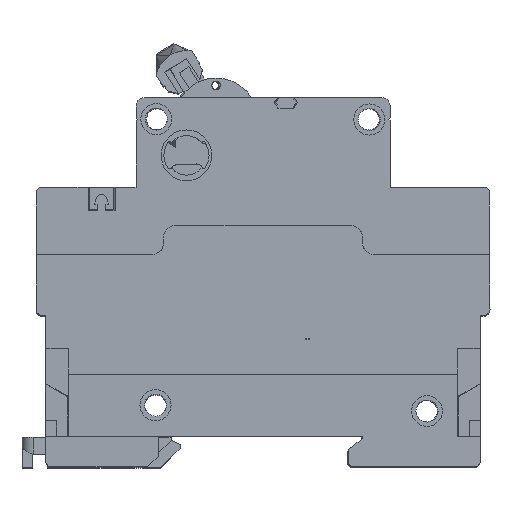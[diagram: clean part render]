
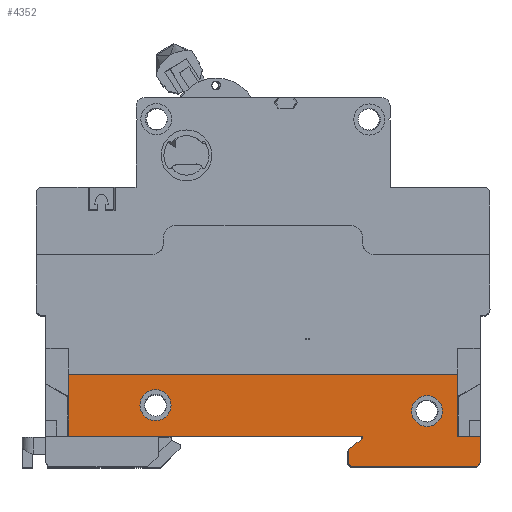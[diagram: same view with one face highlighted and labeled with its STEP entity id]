
A CAD part, top view. The second image highlights one B-rep face of the part: STEP entity #4352.
In plain terms, the highlighted planar face has unit normal (0, 0, 1).
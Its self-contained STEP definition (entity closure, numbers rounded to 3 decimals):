
#718 = EDGE_CURVE ( 'NONE', #46871, #46941, #8152, .T. ) ;
#723 = EDGE_CURVE ( 'NONE', #46944, #46872, #56546, .T. ) ;
#730 = EDGE_CURVE ( 'NONE', #22261, #46884, #8163, .T. ) ;
#796 = EDGE_CURVE ( 'NONE', #46876, #46986, #8223, .T. ) ;
#815 = EDGE_CURVE ( 'NONE', #53080, #53076, #49523, .T. ) ;
#816 = EDGE_CURVE ( 'NONE', #53077, #53072, #49526, .T. ) ;
#817 = EDGE_CURVE ( 'NONE', #22260, #46941, #8242, .T. ) ;
#818 = EDGE_CURVE ( 'NONE', #46944, #46999, #8243, .T. ) ;
#819 = EDGE_CURVE ( 'NONE', #46999, #47000, #49528, .T. ) ;
#820 = EDGE_CURVE ( 'NONE', #47000, #46986, #8244, .T. ) ;
#4352 = ADVANCED_FACE ( 'NONE', ( #18720, #18721, #18722 ), #68427, .F. ) ;
#8152 = LINE ( 'NONE', #20830, #56585 ) ;
#8163 = LINE ( 'NONE', #20857, #49440 ) ;
#8223 = LINE ( 'NONE', #21003, #49505 ) ;
#8242 = LINE ( 'NONE', #21047, #49529 ) ;
#8243 = LINE ( 'NONE', #21049, #49530 ) ;
#8244 = LINE ( 'NONE', #21054, #49532 ) ;
#15692 = LINE ( 'NONE', #78537, #79401 ) ;
#16886 = VECTOR ( 'NONE', #88028, 1000. ) ;
#18720 = FACE_BOUND ( 'NONE', #56772, .T. ) ;
#18721 = FACE_BOUND ( 'NONE', #56773, .T. ) ;
#18722 = FACE_OUTER_BOUND ( 'NONE', #56774, .T. ) ;
#20830 = CARTESIAN_POINT ( 'NONE',  ( 59.251, -37.348, 26.67 ) ) ;
#20831 = DIRECTION ( 'NONE',  ( 0.778, 0.629, 0. ) ) ;
#20841 = CARTESIAN_POINT ( 'NONE',  ( 81.975, -21.835, 26.67 ) ) ;
#20842 = DIRECTION ( 'NONE',  ( 0., 0., -1. ) ) ;
#20843 = DIRECTION ( 'NONE',  ( 0., 1., 0. ) ) ;
#20857 = CARTESIAN_POINT ( 'NONE',  ( 31.365, -13.375, 26.67 ) ) ;
#20858 = DIRECTION ( 'NONE',  ( 0., 1., 0. ) ) ;
#21003 = CARTESIAN_POINT ( 'NONE',  ( 39.865, -17.525, 26.67 ) ) ;
#21004 = DIRECTION ( 'NONE',  ( 1., 0., 0. ) ) ;
#21041 = CARTESIAN_POINT ( 'NONE',  ( 46.771, -11.901, 26.67 ) ) ;
#21042 = DIRECTION ( 'NONE',  ( 0., 0., 1. ) ) ;
#21043 = DIRECTION ( 'NONE',  ( 0., -1., 0. ) ) ;
#21044 = CARTESIAN_POINT ( 'NONE',  ( 94.857, -12.945, 26.67 ) ) ;
#21045 = DIRECTION ( 'NONE',  ( 0., 0., 1. ) ) ;
#21046 = DIRECTION ( 'NONE',  ( 0., -1., 0. ) ) ;
#21047 = CARTESIAN_POINT ( 'NONE',  ( 83.375, -19.625, 26.67 ) ) ;
#21048 = DIRECTION ( 'NONE',  ( 0., -1., 0. ) ) ;
#21049 = CARTESIAN_POINT ( 'NONE',  ( 39.865, -22.835, 26.67 ) ) ;
#21050 = DIRECTION ( 'NONE',  ( 1., 0., 0. ) ) ;
#21051 = CARTESIAN_POINT ( 'NONE',  ( 103.275, -21.835, 26.67 ) ) ;
#21052 = DIRECTION ( 'NONE',  ( 0., 0., 1. ) ) ;
#21053 = DIRECTION ( 'NONE',  ( -1., 0., 0. ) ) ;
#21054 = CARTESIAN_POINT ( 'NONE',  ( 104.275, -21.835, 26.67 ) ) ;
#21055 = DIRECTION ( 'NONE',  ( 0., 1., 0. ) ) ;
#22260 = VERTEX_POINT ( 'NONE', #70126 ) ;
#22261 = VERTEX_POINT ( 'NONE', #70127 ) ;
#22652 = EDGE_CURVE ( 'NONE', #53072, #53077, #70749, .T. ) ;
#22660 = EDGE_CURVE ( 'NONE', #53076, #53080, #70765, .T. ) ;
#39593 = ORIENTED_EDGE ( 'NONE', *, *, #50833, .T. ) ;
#39595 = ORIENTED_EDGE ( 'NONE', *, *, #22660, .F. ) ;
#39597 = ORIENTED_EDGE ( 'NONE', *, *, #815, .F. ) ;
#39599 = ORIENTED_EDGE ( 'NONE', *, *, #816, .F. ) ;
#39601 = ORIENTED_EDGE ( 'NONE', *, *, #22652, .F. ) ;
#39603 = ORIENTED_EDGE ( 'NONE', *, *, #817, .T. ) ;
#39605 = ORIENTED_EDGE ( 'NONE', *, *, #723, .F. ) ;
#39606 = ORIENTED_EDGE ( 'NONE', *, *, #718, .F. ) ;
#39608 = ORIENTED_EDGE ( 'NONE', *, *, #818, .T. ) ;
#39610 = ORIENTED_EDGE ( 'NONE', *, *, #820, .T. ) ;
#39612 = ORIENTED_EDGE ( 'NONE', *, *, #819, .T. ) ;
#39614 = ORIENTED_EDGE ( 'NONE', *, *, #796, .F. ) ;
#39615 = ORIENTED_EDGE ( 'NONE', *, *, #50846, .T. ) ;
#39617 = ORIENTED_EDGE ( 'NONE', *, *, #50837, .F. ) ;
#39619 = ORIENTED_EDGE ( 'NONE', *, *, #730, .F. ) ;
#39620 = ORIENTED_EDGE ( 'NONE', *, *, #43354, .T. ) ;
#43354 = EDGE_CURVE ( 'NONE', #22261, #22260, #15692, .T. ) ;
#46871 = VERTEX_POINT ( 'NONE', #86775 ) ;
#46872 = VERTEX_POINT ( 'NONE', #86776 ) ;
#46875 = VERTEX_POINT ( 'NONE', #86779 ) ;
#46876 = VERTEX_POINT ( 'NONE', #86780 ) ;
#46884 = VERTEX_POINT ( 'NONE', #86788 ) ;
#46941 = VERTEX_POINT ( 'NONE', #86846 ) ;
#46944 = VERTEX_POINT ( 'NONE', #86849 ) ;
#46986 = VERTEX_POINT ( 'NONE', #86891 ) ;
#46999 = VERTEX_POINT ( 'NONE', #86904 ) ;
#47000 = VERTEX_POINT ( 'NONE', #86905 ) ;
#49440 = VECTOR ( 'NONE', #20858, 1000. ) ;
#49505 = VECTOR ( 'NONE', #21004, 1000. ) ;
#49523 = CIRCLE ( 'NONE', #49525, 2.75 ) ;
#49525 = AXIS2_PLACEMENT_3D ( 'NONE', #21041, #21042, #21043 ) ;
#49526 = CIRCLE ( 'NONE', #49527, 2.75 ) ;
#49527 = AXIS2_PLACEMENT_3D ( 'NONE', #21044, #21045, #21046 ) ;
#49528 = CIRCLE ( 'NONE', #49531, 1. ) ;
#49529 = VECTOR ( 'NONE', #21048, 1000. ) ;
#49530 = VECTOR ( 'NONE', #21050, 1000. ) ;
#49531 = AXIS2_PLACEMENT_3D ( 'NONE', #21051, #21052, #21053 ) ;
#49532 = VECTOR ( 'NONE', #21055, 1000. ) ;
#50833 = EDGE_CURVE ( 'NONE', #46871, #46872, #81884, .T. ) ;
#50837 = EDGE_CURVE ( 'NONE', #46875, #46876, #81888, .T. ) ;
#50846 = EDGE_CURVE ( 'NONE', #46875, #46884, #81897, .T. ) ;
#53072 = VERTEX_POINT ( 'NONE', #91925 ) ;
#53076 = VERTEX_POINT ( 'NONE', #91929 ) ;
#53077 = VERTEX_POINT ( 'NONE', #91930 ) ;
#53080 = VERTEX_POINT ( 'NONE', #91933 ) ;
#56546 = CIRCLE ( 'NONE', #56602, 1. ) ;
#56585 = VECTOR ( 'NONE', #20831, 1000. ) ;
#56602 = AXIS2_PLACEMENT_3D ( 'NONE', #20841, #20842, #20843 ) ;
#56772 = EDGE_LOOP ( 'NONE', ( #39595, #39597 ) ) ;
#56773 = EDGE_LOOP ( 'NONE', ( #39601, #39599 ) ) ;
#56774 = EDGE_LOOP ( 'NONE', ( #39603, #39606, #39593, #39605, #39608, #39612, #39610, #39614, #39617, #39615, #39619, #39620 ) ) ;
#68427 = PLANE ( 'NONE',  #69199 ) ;
#68428 = CARTESIAN_POINT ( 'NONE',  ( 39.865, -73.425, 26.67 ) ) ;
#68429 = DIRECTION ( 'NONE',  ( 0., 0., -1. ) ) ;
#68430 = DIRECTION ( 'NONE',  ( -1., 0., 0. ) ) ;
#69199 = AXIS2_PLACEMENT_3D ( 'NONE', #68428, #68429, #68430 ) ;
#70126 = CARTESIAN_POINT ( 'NONE',  ( 83.375, -17.415, 26.67 ) ) ;
#70127 = CARTESIAN_POINT ( 'NONE',  ( 31.365, -17.415, 26.67 ) ) ;
#70588 = CARTESIAN_POINT ( 'NONE',  ( 94.857, -12.945, 26.67 ) ) ;
#70589 = DIRECTION ( 'NONE',  ( 0., 0., 1. ) ) ;
#70590 = DIRECTION ( 'NONE',  ( 0., -1., 0. ) ) ;
#70749 = CIRCLE ( 'NONE', #70761, 2.75 ) ;
#70761 = AXIS2_PLACEMENT_3D ( 'NONE', #70588, #70589, #70590 ) ;
#70765 = CIRCLE ( 'NONE', #70768, 2.75 ) ;
#70768 = AXIS2_PLACEMENT_3D ( 'NONE', #72064, #72065, #72066 ) ;
#72064 = CARTESIAN_POINT ( 'NONE',  ( 46.771, -11.901, 26.67 ) ) ;
#72065 = DIRECTION ( 'NONE',  ( 0., 0., 1. ) ) ;
#72066 = DIRECTION ( 'NONE',  ( 0., -1., 0. ) ) ;
#78537 = CARTESIAN_POINT ( 'NONE',  ( 82.175, -17.415, 26.67 ) ) ;
#78538 = DIRECTION ( 'NONE',  ( 1., 0., 0. ) ) ;
#79401 = VECTOR ( 'NONE', #78538, 1000. ) ;
#81884 = LINE ( 'NONE', #88027, #16886 ) ;
#81888 = LINE ( 'NONE', #88035, #88844 ) ;
#81897 = LINE ( 'NONE', #88053, #88853 ) ;
#86775 = CARTESIAN_POINT ( 'NONE',  ( 80.975, -19.78, 26.67 ) ) ;
#86776 = CARTESIAN_POINT ( 'NONE',  ( 80.975, -21.835, 26.67 ) ) ;
#86779 = CARTESIAN_POINT ( 'NONE',  ( 100.265, -6.442, 26.67 ) ) ;
#86780 = CARTESIAN_POINT ( 'NONE',  ( 100.265, -17.525, 26.67 ) ) ;
#86788 = CARTESIAN_POINT ( 'NONE',  ( 31.365, -6.442, 26.67 ) ) ;
#86846 = CARTESIAN_POINT ( 'NONE',  ( 83.375, -17.84, 26.67 ) ) ;
#86849 = CARTESIAN_POINT ( 'NONE',  ( 81.975, -22.835, 26.67 ) ) ;
#86891 = CARTESIAN_POINT ( 'NONE',  ( 104.275, -17.525, 26.67 ) ) ;
#86904 = CARTESIAN_POINT ( 'NONE',  ( 103.275, -22.835, 26.67 ) ) ;
#86905 = CARTESIAN_POINT ( 'NONE',  ( 104.275, -21.835, 26.67 ) ) ;
#88027 = CARTESIAN_POINT ( 'NONE',  ( 80.975, -13.375, 26.67 ) ) ;
#88028 = DIRECTION ( 'NONE',  ( 0., -1., 0. ) ) ;
#88035 = CARTESIAN_POINT ( 'NONE',  ( 100.265, -13.375, 26.67 ) ) ;
#88036 = DIRECTION ( 'NONE',  ( 0., -1., 0. ) ) ;
#88053 = CARTESIAN_POINT ( 'NONE',  ( 39.865, -6.442, 26.67 ) ) ;
#88054 = DIRECTION ( 'NONE',  ( -1., 0., 0. ) ) ;
#88844 = VECTOR ( 'NONE', #88036, 1000. ) ;
#88853 = VECTOR ( 'NONE', #88054, 1000. ) ;
#91925 = CARTESIAN_POINT ( 'NONE',  ( 94.857, -10.195, 26.67 ) ) ;
#91929 = CARTESIAN_POINT ( 'NONE',  ( 46.771, -9.151, 26.67 ) ) ;
#91930 = CARTESIAN_POINT ( 'NONE',  ( 94.857, -15.695, 26.67 ) ) ;
#91933 = CARTESIAN_POINT ( 'NONE',  ( 46.771, -14.651, 26.67 ) ) ;
